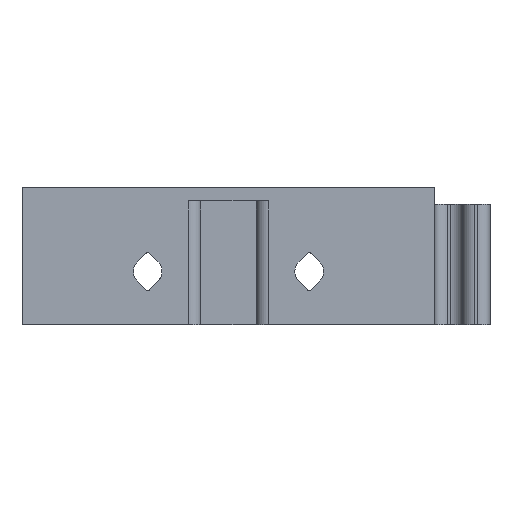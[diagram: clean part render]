
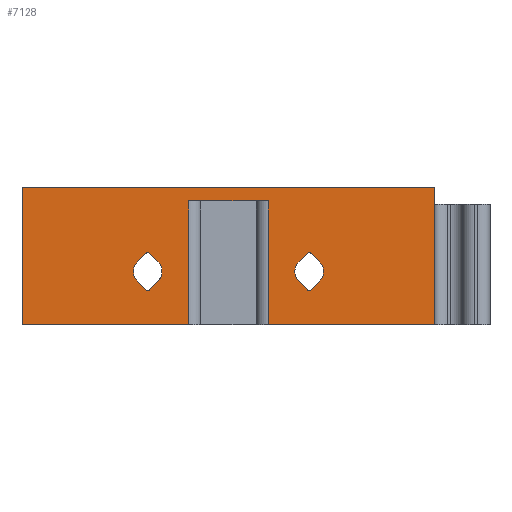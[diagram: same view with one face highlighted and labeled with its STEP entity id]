
A CAD part, front view. The second image highlights one B-rep face of the part: STEP entity #7128.
In plain terms, the highlighted planar face has unit normal (0, -1, 0).
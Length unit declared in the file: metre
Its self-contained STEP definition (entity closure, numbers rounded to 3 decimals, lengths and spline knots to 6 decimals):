
#162=CIRCLE('',#7639,0.0004);
#163=CIRCLE('',#7640,0.002075);
#164=CIRCLE('',#7641,0.0004);
#165=CIRCLE('',#7642,0.002075);
#166=CIRCLE('',#7643,0.0004);
#167=CIRCLE('',#7644,0.002075);
#168=CIRCLE('',#7645,0.0004);
#169=CIRCLE('',#7646,0.002075);
#1352=ORIENTED_EDGE('',*,*,#3285,.T.);
#1353=ORIENTED_EDGE('',*,*,#3011,.F.);
#1354=ORIENTED_EDGE('',*,*,#3286,.F.);
#1355=ORIENTED_EDGE('',*,*,#3287,.F.);
#1356=ORIENTED_EDGE('',*,*,#3288,.T.);
#1357=ORIENTED_EDGE('',*,*,#2995,.F.);
#1358=ORIENTED_EDGE('',*,*,#3289,.T.);
#1359=ORIENTED_EDGE('',*,*,#2788,.T.);
#1360=ORIENTED_EDGE('',*,*,#3290,.F.);
#1361=ORIENTED_EDGE('',*,*,#3291,.F.);
#1362=ORIENTED_EDGE('',*,*,#3292,.T.);
#1363=ORIENTED_EDGE('',*,*,#3293,.F.);
#1364=ORIENTED_EDGE('',*,*,#3294,.T.);
#1365=ORIENTED_EDGE('',*,*,#3295,.F.);
#1366=ORIENTED_EDGE('',*,*,#3296,.F.);
#1367=ORIENTED_EDGE('',*,*,#3297,.F.);
#1368=ORIENTED_EDGE('',*,*,#3298,.F.);
#1369=ORIENTED_EDGE('',*,*,#3299,.F.);
#1370=ORIENTED_EDGE('',*,*,#3300,.T.);
#1371=ORIENTED_EDGE('',*,*,#3301,.F.);
#1372=ORIENTED_EDGE('',*,*,#3302,.T.);
#1373=ORIENTED_EDGE('',*,*,#3303,.F.);
#1374=ORIENTED_EDGE('',*,*,#3304,.F.);
#1375=ORIENTED_EDGE('',*,*,#3305,.F.);
#2788=EDGE_CURVE('',#3819,#3822,#4533,.F.);
#2995=EDGE_CURVE('',#4005,#4006,#4676,.F.);
#3011=EDGE_CURVE('',#4021,#4022,#4684,.F.);
#3285=EDGE_CURVE('',#3822,#4022,#4860,.T.);
#3286=EDGE_CURVE('',#4235,#4021,#4861,.T.);
#3287=EDGE_CURVE('',#4236,#4235,#4862,.F.);
#3288=EDGE_CURVE('',#4236,#4006,#4863,.F.);
#3289=EDGE_CURVE('',#4005,#3819,#4864,.T.);
#3290=EDGE_CURVE('',#4237,#4238,#4865,.T.);
#3291=EDGE_CURVE('',#4239,#4237,#162,.T.);
#3292=EDGE_CURVE('',#4239,#4240,#4866,.T.);
#3293=EDGE_CURVE('',#4241,#4240,#163,.T.);
#3294=EDGE_CURVE('',#4241,#4242,#4867,.T.);
#3295=EDGE_CURVE('',#4243,#4242,#164,.T.);
#3296=EDGE_CURVE('',#4244,#4243,#4868,.T.);
#3297=EDGE_CURVE('',#4238,#4244,#165,.T.);
#3298=EDGE_CURVE('',#4245,#4246,#4869,.T.);
#3299=EDGE_CURVE('',#4247,#4245,#166,.T.);
#3300=EDGE_CURVE('',#4247,#4248,#4870,.T.);
#3301=EDGE_CURVE('',#4249,#4248,#167,.T.);
#3302=EDGE_CURVE('',#4249,#4250,#4871,.T.);
#3303=EDGE_CURVE('',#4251,#4250,#168,.T.);
#3304=EDGE_CURVE('',#4252,#4251,#4872,.T.);
#3305=EDGE_CURVE('',#4246,#4252,#169,.T.);
#3819=VERTEX_POINT('',#10295);
#3822=VERTEX_POINT('',#10300);
#4005=VERTEX_POINT('',#10775);
#4006=VERTEX_POINT('',#10777);
#4021=VERTEX_POINT('',#10807);
#4022=VERTEX_POINT('',#10809);
#4235=VERTEX_POINT('',#11411);
#4236=VERTEX_POINT('',#11413);
#4237=VERTEX_POINT('',#11417);
#4238=VERTEX_POINT('',#11418);
#4239=VERTEX_POINT('',#11420);
#4240=VERTEX_POINT('',#11422);
#4241=VERTEX_POINT('',#11424);
#4242=VERTEX_POINT('',#11426);
#4243=VERTEX_POINT('',#11428);
#4244=VERTEX_POINT('',#11430);
#4245=VERTEX_POINT('',#11433);
#4246=VERTEX_POINT('',#11434);
#4247=VERTEX_POINT('',#11436);
#4248=VERTEX_POINT('',#11438);
#4249=VERTEX_POINT('',#11440);
#4250=VERTEX_POINT('',#11442);
#4251=VERTEX_POINT('',#11444);
#4252=VERTEX_POINT('',#11446);
#4533=LINE('',#10301,#5300);
#4676=LINE('',#10776,#5443);
#4684=LINE('',#10808,#5451);
#4860=LINE('',#11409,#5627);
#4861=LINE('',#11410,#5628);
#4862=LINE('',#11412,#5629);
#4863=LINE('',#11414,#5630);
#4864=LINE('',#11415,#5631);
#4865=LINE('',#11416,#5632);
#4866=LINE('',#11421,#5633);
#4867=LINE('',#11425,#5634);
#4868=LINE('',#11429,#5635);
#4869=LINE('',#11432,#5636);
#4870=LINE('',#11437,#5637);
#4871=LINE('',#11441,#5638);
#4872=LINE('',#11445,#5639);
#5300=VECTOR('',#8099,1.);
#5443=VECTOR('',#8396,1.);
#5451=VECTOR('',#8420,1.);
#5627=VECTOR('',#8820,1.);
#5628=VECTOR('',#8821,1.);
#5629=VECTOR('',#8822,1.);
#5630=VECTOR('',#8823,1.);
#5631=VECTOR('',#8824,1.);
#5632=VECTOR('',#8825,1.);
#5633=VECTOR('',#8828,1.);
#5634=VECTOR('',#8831,1.);
#5635=VECTOR('',#8834,1.);
#5636=VECTOR('',#8837,1.);
#5637=VECTOR('',#8840,1.);
#5638=VECTOR('',#8843,1.);
#5639=VECTOR('',#8846,1.);
#6106=EDGE_LOOP('',(#1352,#1353,#1354,#1355,#1356,#1357,#1358,#1359));
#6107=EDGE_LOOP('',(#1360,#1361,#1362,#1363,#1364,#1365,#1366,#1367));
#6108=EDGE_LOOP('',(#1368,#1369,#1370,#1371,#1372,#1373,#1374,#1375));
#6507=FACE_BOUND('',#6106,.T.);
#6508=FACE_BOUND('',#6107,.T.);
#6509=FACE_BOUND('',#6108,.T.);
#6835=PLANE('',#7638);
#7128=ADVANCED_FACE('',(#6507,#6508,#6509),#6835,.T.);
#7638=AXIS2_PLACEMENT_3D('',#11408,#8818,#8819);
#7639=AXIS2_PLACEMENT_3D('',#11419,#8826,#8827);
#7640=AXIS2_PLACEMENT_3D('',#11423,#8829,#8830);
#7641=AXIS2_PLACEMENT_3D('',#11427,#8832,#8833);
#7642=AXIS2_PLACEMENT_3D('',#11431,#8835,#8836);
#7643=AXIS2_PLACEMENT_3D('',#11435,#8838,#8839);
#7644=AXIS2_PLACEMENT_3D('',#11439,#8841,#8842);
#7645=AXIS2_PLACEMENT_3D('',#11443,#8844,#8845);
#7646=AXIS2_PLACEMENT_3D('',#11447,#8847,#8848);
#8099=DIRECTION('',(1.,0.,0.));
#8396=DIRECTION('',(1.,0.,0.));
#8420=DIRECTION('',(1.,0.,0.));
#8818=DIRECTION('',(0.,-1.,0.));
#8819=DIRECTION('',(1.,0.,0.));
#8820=DIRECTION('',(0.,0.,-1.));
#8821=DIRECTION('',(0.,0.,-1.));
#8822=DIRECTION('',(1.,0.,0.));
#8823=DIRECTION('',(0.,0.,1.));
#8824=DIRECTION('',(0.,0.,1.));
#8825=DIRECTION('',(0.707,0.,0.707));
#8826=DIRECTION('',(0.,-1.,0.));
#8827=DIRECTION('',(1.,0.,0.));
#8828=DIRECTION('',(-0.707,0.,0.707));
#8829=DIRECTION('',(0.,-1.,0.));
#8830=DIRECTION('',(1.,0.,0.));
#8831=DIRECTION('',(0.707,0.,0.707));
#8832=DIRECTION('',(0.,-1.,0.));
#8833=DIRECTION('',(1.,0.,0.));
#8834=DIRECTION('',(-0.707,0.,0.707));
#8835=DIRECTION('',(0.,-1.,0.));
#8836=DIRECTION('',(1.,0.,0.));
#8837=DIRECTION('',(0.707,0.,0.707));
#8838=DIRECTION('',(0.,-1.,0.));
#8839=DIRECTION('',(1.,0.,0.));
#8840=DIRECTION('',(-0.707,0.,0.707));
#8841=DIRECTION('',(0.,-1.,0.));
#8842=DIRECTION('',(1.,0.,0.));
#8843=DIRECTION('',(0.707,0.,0.707));
#8844=DIRECTION('',(0.,-1.,0.));
#8845=DIRECTION('',(1.,0.,0.));
#8846=DIRECTION('',(-0.707,0.,0.707));
#8847=DIRECTION('',(0.,-1.,0.));
#8848=DIRECTION('',(1.,0.,0.));
#10295=CARTESIAN_POINT('',(0.57,0.810025,0.38));
#10300=CARTESIAN_POINT('',(0.51,0.810025,0.38));
#10301=CARTESIAN_POINT('',(0.497889,0.810025,0.38));
#10775=CARTESIAN_POINT('',(0.57,0.810025,0.36));
#10776=CARTESIAN_POINT('',(0.497889,0.810025,0.36));
#10777=CARTESIAN_POINT('',(0.545778,0.810025,0.36));
#10807=CARTESIAN_POINT('',(0.534222,0.810025,0.36));
#10808=CARTESIAN_POINT('',(0.497889,0.810025,0.36));
#10809=CARTESIAN_POINT('',(0.51,0.810025,0.36));
#11408=CARTESIAN_POINT('',(0.497889,0.810025,0.38));
#11409=CARTESIAN_POINT('',(0.51,0.810025,0.38));
#11410=CARTESIAN_POINT('',(0.534222,0.810025,0.38));
#11411=CARTESIAN_POINT('',(0.534222,0.810025,0.378));
#11412=CARTESIAN_POINT('',(0.497889,0.810025,0.378));
#11413=CARTESIAN_POINT('',(0.545778,0.810025,0.378));
#11414=CARTESIAN_POINT('',(0.545778,0.810025,0.38));
#11415=CARTESIAN_POINT('',(0.57,0.810025,0.38));
#11416=CARTESIAN_POINT('',(0.520678,0.810025,0.357211));
#11417=CARTESIAN_POINT('',(0.528549,0.810025,0.365082));
#11418=CARTESIAN_POINT('',(0.529734,0.810025,0.366266));
#11419=CARTESIAN_POINT('',(0.528267,0.810025,0.365365));
#11420=CARTESIAN_POINT('',(0.527984,0.810025,0.365082));
#11421=CARTESIAN_POINT('',(0.505477,0.810025,0.387588));
#11422=CARTESIAN_POINT('',(0.526799,0.810025,0.366266));
#11423=CARTESIAN_POINT('',(0.528267,0.810025,0.367733));
#11424=CARTESIAN_POINT('',(0.526799,0.810025,0.369201));
#11425=CARTESIAN_POINT('',(0.517744,0.810025,0.360145));
#11426=CARTESIAN_POINT('',(0.527984,0.810025,0.370385));
#11427=CARTESIAN_POINT('',(0.528267,0.810025,0.370102));
#11428=CARTESIAN_POINT('',(0.528549,0.810025,0.370385));
#11429=CARTESIAN_POINT('',(0.508412,0.810025,0.390523));
#11430=CARTESIAN_POINT('',(0.529734,0.810025,0.369201));
#11431=CARTESIAN_POINT('',(0.528267,0.810025,0.367733));
#11432=CARTESIAN_POINT('',(0.532412,0.810025,0.345477));
#11433=CARTESIAN_POINT('',(0.552016,0.810025,0.365082));
#11434=CARTESIAN_POINT('',(0.553201,0.810025,0.366266));
#11435=CARTESIAN_POINT('',(0.551733,0.810025,0.365365));
#11436=CARTESIAN_POINT('',(0.551451,0.810025,0.365082));
#11437=CARTESIAN_POINT('',(0.517211,0.810025,0.399322));
#11438=CARTESIAN_POINT('',(0.550266,0.810025,0.366266));
#11439=CARTESIAN_POINT('',(0.551733,0.810025,0.367733));
#11440=CARTESIAN_POINT('',(0.550266,0.810025,0.369201));
#11441=CARTESIAN_POINT('',(0.529477,0.810025,0.348412));
#11442=CARTESIAN_POINT('',(0.551451,0.810025,0.370385));
#11443=CARTESIAN_POINT('',(0.551733,0.810025,0.370102));
#11444=CARTESIAN_POINT('',(0.552016,0.810025,0.370385));
#11445=CARTESIAN_POINT('',(0.520145,0.810025,0.402256));
#11446=CARTESIAN_POINT('',(0.553201,0.810025,0.369201));
#11447=CARTESIAN_POINT('',(0.551733,0.810025,0.367733));
